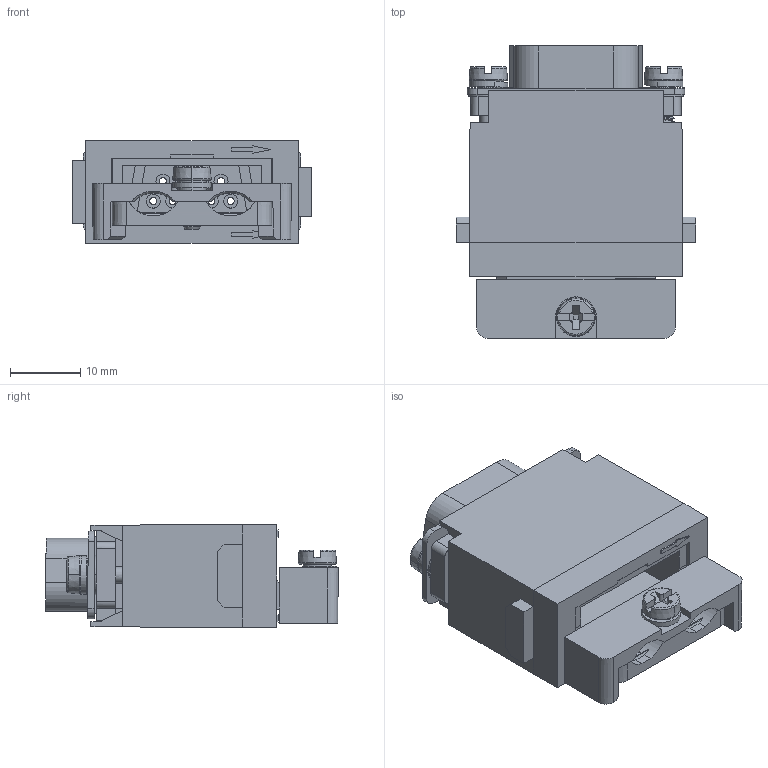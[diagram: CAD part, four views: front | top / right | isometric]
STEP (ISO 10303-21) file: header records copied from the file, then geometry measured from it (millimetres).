
FILE_DESCRIPTION(/* description */ (''),/* implementation_level */ '2;1');
FILE_NAME(/* name */ '3D_1290090100102_HMDS_2.2-009-MC_V1.1_stp.stp',/* time_stamp */ '2024-02-04T15:43:27+08:00',/* author */ (''),/* organization */ (''),/* preprocessor_version */ 'ST-DEVELOPER v18.1',/* originating_system */ 'SIEMENS PLM Software NX 1980',/* authorisation */ '');
FILE_SCHEMA (('AUTOMOTIVE_DESIGN { 1 0 10303 214 3 1 1 1 }'));
Length unit declared in the file: millimetre
Products named in the file (1): 1318193024BDb7zk
Bounding box: 34.2 x 41.73 x 14.65 mm (x, y, z)
Volume: 8347.6 mm3; surface area: 11291.4 mm2
Topology: 1 solids, 1 shells, 639 faces, 1806 edges, 1202 vertices
Faces by surface type: plane 358, cylinder 176, cone 35, extrusion 27, bspline 25, torus 16, sphere 2
Entity records: 28797 total; most frequent: CARTESIAN_POINT 13092, ORIENTED_EDGE 3610, DIRECTION 2703, EDGE_CURVE 1805, VERTEX_POINT 1202, VECTOR 947, LINE 920, AXIS2_PLACEMENT_3D 878
